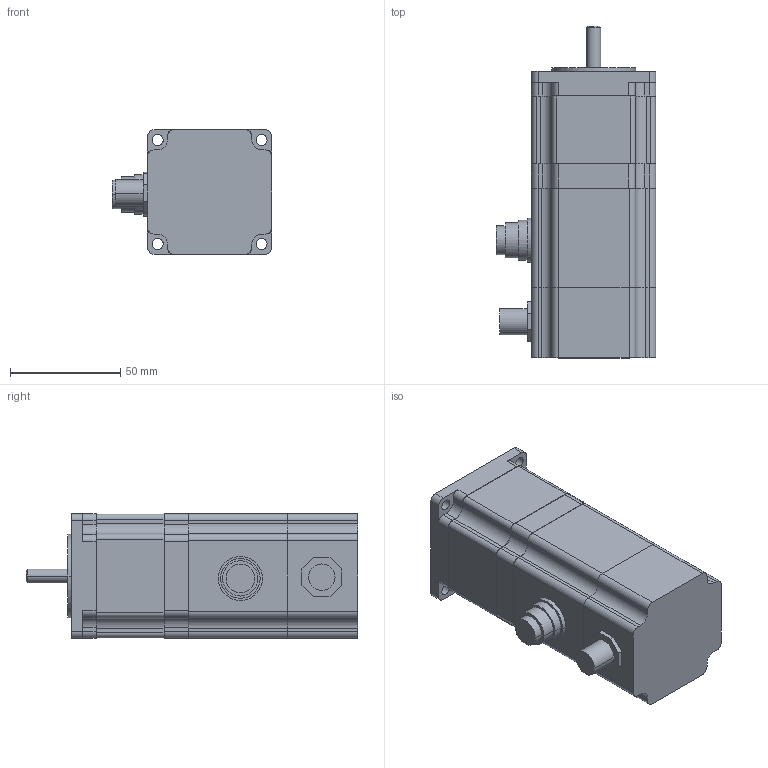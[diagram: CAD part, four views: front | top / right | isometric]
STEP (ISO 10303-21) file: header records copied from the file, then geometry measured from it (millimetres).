
FILE_DESCRIPTION((''),'2;1');
FILE_NAME('MT23HE31042R4L2_ASM','2021-04-06T08:43:37',('Edison'),(''),'CREO PARAMETRIC BY PTC INC, 2017260','CREO PARAMETRIC BY PTC INC, 2017260','');
FILE_SCHEMA(('CONFIG_CONTROL_DESIGN'));
Length unit declared in the file: millimetre
Products named in the file (11): 123_1_1; MT23HE22028E4LVFRONTENDBELL_2_1; MT23HE22028E4LVREARENDBELL_2_1; PRT0012_2_1; PRT0013_2_1; M12CONNECTOR_2_1_2_1; PRT0014_1_1; ASM0001_ASM_1_1_2_3_ASM_1_ASM; MT23HE31042R4L1_ASM_1_ASM; SH55555555555; MT23HE31042R4L2_ASM
Assembly tree (10 placements, depth 4):
  MT23HE31042R4L2_ASM
    MT23HE31042R4L1_ASM_1_ASM
      ASM0001_ASM_1_1_2_3_ASM_1_ASM
        123_1_1
        MT23HE22028E4LVFRONTENDBELL_2_1
        MT23HE22028E4LVREARENDBELL_2_1
        PRT0012_2_1
        PRT0013_2_1
        M12CONNECTOR_2_1_2_1
        PRT0014_1_1
    SH55555555555
Bounding box: 72.4 x 150.6 x 56.4 mm (x, y, z)
Volume: 199209.5 mm3; surface area: 85670.1 mm2
Topology: 8 solids, 8 shells, 496 faces, 1402 edges, 936 vertices
Faces by surface type: cylinder 248, plane 246, cone 2
Entity records: 16536 total; most frequent: DIRECTION 2954, CARTESIAN_POINT 2863, ORIENTED_EDGE 2804, EDGE_CURVE 1402, AXIS2_PLACEMENT_3D 1027, VERTEX_POINT 936, VECTOR 900, LINE 900
